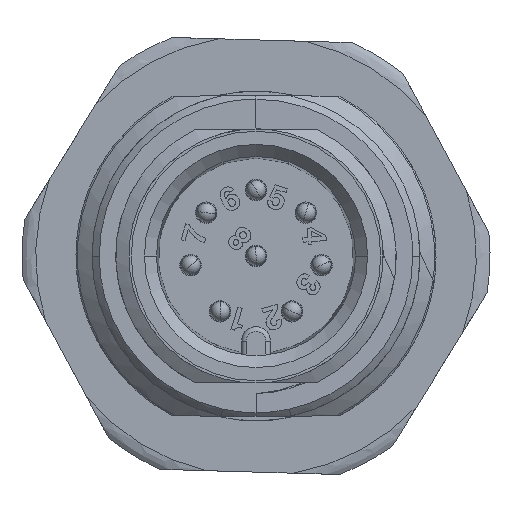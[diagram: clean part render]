
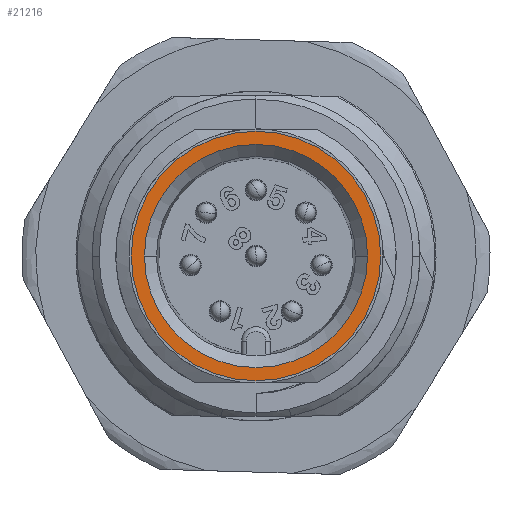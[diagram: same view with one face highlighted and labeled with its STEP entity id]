
A CAD part, front view. The second image highlights one B-rep face of the part: STEP entity #21216.
In plain terms, the highlighted planar face has unit normal (0, -1, 0).
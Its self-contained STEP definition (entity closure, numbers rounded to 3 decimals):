
#6451=CARTESIAN_POINT('',(0.,-21.,0.));
#6452=DIRECTION('',(0.,-1.,0.));
#6453=DIRECTION('',(0.,0.,-1.));
#6454=AXIS2_PLACEMENT_3D('',#6451,#6452,#6453);
#6460=CARTESIAN_POINT('',(0.,-21.,0.));
#6461=DIRECTION('',(0.,1.,0.));
#6462=DIRECTION('',(0.,0.,-1.));
#6463=AXIS2_PLACEMENT_3D('',#6460,#6461,#6462);
#6469=CARTESIAN_POINT('',(0.,-21.,0.));
#6470=DIRECTION('',(0.,1.,0.));
#6471=DIRECTION('',(1.,0.,0.));
#6472=AXIS2_PLACEMENT_3D('',#6469,#6470,#6471);
#6474=CARTESIAN_POINT('',(0.,-21.,0.));
#6475=DIRECTION('',(0.,1.,0.));
#6476=DIRECTION('',(-1.,0.,0.));
#6477=AXIS2_PLACEMENT_3D('',#6474,#6475,#6476);
#10571=CARTESIAN_POINT('',(0.,-21.,-5.2));
#10572=CARTESIAN_POINT('',(0.,-21.,5.2));
#10573=VERTEX_POINT('',#10571);
#10574=VERTEX_POINT('',#10572);
#10575=CARTESIAN_POINT('',(4.65,-21.,0.));
#10576=CARTESIAN_POINT('',(-4.65,-21.,0.));
#10577=VERTEX_POINT('',#10575);
#10578=VERTEX_POINT('',#10576);
#21201=CARTESIAN_POINT('',(0.,-21.,0.));
#21202=DIRECTION('',(0.,-1.,0.));
#21203=DIRECTION('',(0.,0.,1.));
#21204=AXIS2_PLACEMENT_3D('',#21201,#21202,#21203);
#21205=PLANE('',#21204);
#21206=ORIENTED_EDGE('',*,*,#21195,.T.);
#21207=ORIENTED_EDGE('',*,*,#21181,.F.);
#21208=EDGE_LOOP('',(#21206,#21207));
#21209=FACE_OUTER_BOUND('',#21208,.F.);
#21211=ORIENTED_EDGE('',*,*,#21210,.F.);
#21213=ORIENTED_EDGE('',*,*,#21212,.F.);
#21214=EDGE_LOOP('',(#21211,#21213));
#21215=FACE_BOUND('',#21214,.F.);
#6455=CIRCLE('',#6454,5.2);
#6464=CIRCLE('',#6463,5.2);
#6473=CIRCLE('',#6472,4.65);
#6478=CIRCLE('',#6477,4.65);
#21181=EDGE_CURVE('',#10573,#10574,#6455,.T.);
#21195=EDGE_CURVE('',#10573,#10574,#6464,.T.);
#21210=EDGE_CURVE('',#10577,#10578,#6473,.T.);
#21212=EDGE_CURVE('',#10578,#10577,#6478,.T.);
#21216=ADVANCED_FACE('',(#21209,#21215),#21205,.T.);
